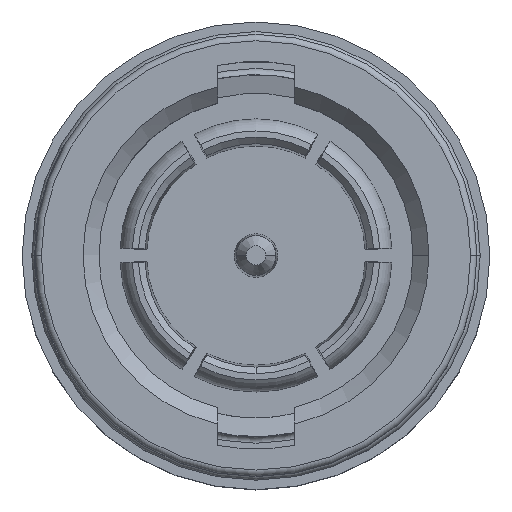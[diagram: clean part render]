
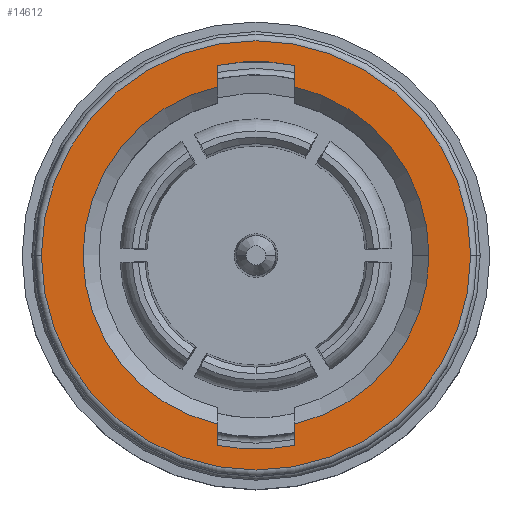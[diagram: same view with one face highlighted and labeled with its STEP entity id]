
A CAD part, top view. The second image highlights one B-rep face of the part: STEP entity #14612.
In plain terms, the highlighted planar face has unit normal (0, 0, 1).
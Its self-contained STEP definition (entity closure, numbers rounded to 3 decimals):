
#121 = DIRECTION ( 'NONE',  ( 0., -1., 0. ) ) ;
#559 = CARTESIAN_POINT ( 'NONE',  ( 0., 0., 0.73 ) ) ;
#580 = LINE ( 'NONE', #7880, #2123 ) ;
#767 = DIRECTION ( 'NONE',  ( 0., 1., 0. ) ) ;
#835 = EDGE_CURVE ( 'NONE', #1493, #8058, #4547, .T. ) ;
#928 = CARTESIAN_POINT ( 'NONE',  ( 0., 0., 0.73 ) ) ;
#1069 = FACE_OUTER_BOUND ( 'NONE', #8107, .T. ) ;
#1211 = ORIENTED_EDGE ( 'NONE', *, *, #13053, .F. ) ;
#1215 = CARTESIAN_POINT ( 'NONE',  ( 0., 0., 0.73 ) ) ;
#1446 = EDGE_CURVE ( 'NONE', #8058, #1493, #12105, .T. ) ;
#1493 = VERTEX_POINT ( 'NONE', #2949 ) ;
#1634 = DIRECTION ( 'NONE',  ( 0., 0., 1. ) ) ;
#1642 = EDGE_CURVE ( 'NONE', #7415, #10704, #13265, .T. ) ;
#1718 = VECTOR ( 'NONE', #767, 1000. ) ;
#1774 = CIRCLE ( 'NONE', #4450, 5.4 ) ;
#1850 = EDGE_CURVE ( 'NONE', #6811, #7415, #1774, .T. ) ;
#1852 = CARTESIAN_POINT ( 'NONE',  ( 0., 0., 0.73 ) ) ;
#1878 = CARTESIAN_POINT ( 'NONE',  ( 1.2, -5.93, 0.73 ) ) ;
#1930 = DIRECTION ( 'NONE',  ( 0., 0., 1. ) ) ;
#2024 = CARTESIAN_POINT ( 'NONE',  ( -1.2, -5.93, 0.73 ) ) ;
#2074 = CARTESIAN_POINT ( 'NONE',  ( 0., 0., 0.73 ) ) ;
#2123 = VECTOR ( 'NONE', #4353, 1000. ) ;
#2191 = AXIS2_PLACEMENT_3D ( 'NONE', #559, #11653, #7938 ) ;
#2429 = CARTESIAN_POINT ( 'NONE',  ( 0., 0., 0.73 ) ) ;
#2814 = DIRECTION ( 'NONE',  ( -1., 0., 0. ) ) ;
#2864 = LINE ( 'NONE', #12183, #7673 ) ;
#2949 = CARTESIAN_POINT ( 'NONE',  ( -6.7, 0., 0.73 ) ) ;
#3027 = VERTEX_POINT ( 'NONE', #15813 ) ;
#3131 = EDGE_CURVE ( 'NONE', #8016, #15907, #2864, .T. ) ;
#3296 = LINE ( 'NONE', #8134, #1718 ) ;
#3496 = EDGE_LOOP ( 'NONE', ( #15427, #1211, #5022, #14751, #7931, #10711, #12770, #13719, #7758 ) ) ;
#3690 = CIRCLE ( 'NONE', #2191, 6.05 ) ;
#3802 = DIRECTION ( 'NONE',  ( 1., 0., 0. ) ) ;
#4148 = DIRECTION ( 'NONE',  ( -1., 0., 0. ) ) ;
#4274 = CARTESIAN_POINT ( 'NONE',  ( 1.2, -4.751, 0.73 ) ) ;
#4353 = DIRECTION ( 'NONE',  ( 0., -1., 0. ) ) ;
#4450 = AXIS2_PLACEMENT_3D ( 'NONE', #2429, #7329, #3802 ) ;
#4547 = CIRCLE ( 'NONE', #7836, 6.7 ) ;
#4794 = EDGE_CURVE ( 'NONE', #3027, #8016, #5474, .T. ) ;
#5022 = ORIENTED_EDGE ( 'NONE', *, *, #1642, .F. ) ;
#5474 = CIRCLE ( 'NONE', #15846, 6.05 ) ;
#5562 = AXIS2_PLACEMENT_3D ( 'NONE', #928, #12053, #8343 ) ;
#5735 = DIRECTION ( 'NONE',  ( 0., 0., 1. ) ) ;
#6056 = FACE_BOUND ( 'NONE', #3496, .T. ) ;
#6154 = PLANE ( 'NONE',  #9320 ) ;
#6203 = CARTESIAN_POINT ( 'NONE',  ( 6.7, 0., 0.73 ) ) ;
#6587 = DIRECTION ( 'NONE',  ( 0., 0., 1. ) ) ;
#6811 = VERTEX_POINT ( 'NONE', #13309 ) ;
#6836 = CARTESIAN_POINT ( 'NONE',  ( 0., 0., 0.73 ) ) ;
#7140 = DIRECTION ( 'NONE',  ( 1., 0., 0. ) ) ;
#7204 = CARTESIAN_POINT ( 'NONE',  ( 1.2, 5.265, 0.73 ) ) ;
#7329 = DIRECTION ( 'NONE',  ( 0., 0., 1. ) ) ;
#7415 = VERTEX_POINT ( 'NONE', #13710 ) ;
#7673 = VECTOR ( 'NONE', #121, 1000. ) ;
#7758 = ORIENTED_EDGE ( 'NONE', *, *, #3131, .F. ) ;
#7836 = AXIS2_PLACEMENT_3D ( 'NONE', #7867, #6587, #2814 ) ;
#7843 = ORIENTED_EDGE ( 'NONE', *, *, #1446, .T. ) ;
#7867 = CARTESIAN_POINT ( 'NONE',  ( 0., 0., 0.73 ) ) ;
#7880 = CARTESIAN_POINT ( 'NONE',  ( -1.2, -4.751, 0.73 ) ) ;
#7931 = ORIENTED_EDGE ( 'NONE', *, *, #9469, .F. ) ;
#7938 = DIRECTION ( 'NONE',  ( 1., 0., 0. ) ) ;
#8016 = VERTEX_POINT ( 'NONE', #10720 ) ;
#8058 = VERTEX_POINT ( 'NONE', #6203 ) ;
#8107 = EDGE_LOOP ( 'NONE', ( #8629, #7843 ) ) ;
#8134 = CARTESIAN_POINT ( 'NONE',  ( 1.2, 4.751, 0.73 ) ) ;
#8343 = DIRECTION ( 'NONE',  ( 1., 0., 0. ) ) ;
#8616 = LINE ( 'NONE', #4274, #9008 ) ;
#8629 = ORIENTED_EDGE ( 'NONE', *, *, #835, .T. ) ;
#9008 = VECTOR ( 'NONE', #12799, 1000. ) ;
#9320 = AXIS2_PLACEMENT_3D ( 'NONE', #1215, #9799, #14754 ) ;
#9469 = EDGE_CURVE ( 'NONE', #10577, #6811, #8616, .T. ) ;
#9480 = CIRCLE ( 'NONE', #11869, 5.4 ) ;
#9799 = DIRECTION ( 'NONE',  ( 0., 0., -1. ) ) ;
#10517 = DIRECTION ( 'NONE',  ( -1., 0., 0. ) ) ;
#10577 = VERTEX_POINT ( 'NONE', #1878 ) ;
#10704 = VERTEX_POINT ( 'NONE', #7204 ) ;
#10711 = ORIENTED_EDGE ( 'NONE', *, *, #12861, .F. ) ;
#10720 = CARTESIAN_POINT ( 'NONE',  ( -1.2, 5.93, 0.73 ) ) ;
#11653 = DIRECTION ( 'NONE',  ( 0., 0., 1. ) ) ;
#11869 = AXIS2_PLACEMENT_3D ( 'NONE', #2074, #5735, #7140 ) ;
#12053 = DIRECTION ( 'NONE',  ( 0., 0., 1. ) ) ;
#12105 = CIRCLE ( 'NONE', #14366, 6.7 ) ;
#12183 = CARTESIAN_POINT ( 'NONE',  ( -1.2, 4.751, 0.73 ) ) ;
#12448 = CARTESIAN_POINT ( 'NONE',  ( -1.2, -5.265, 0.73 ) ) ;
#12770 = ORIENTED_EDGE ( 'NONE', *, *, #12974, .F. ) ;
#12799 = DIRECTION ( 'NONE',  ( 0., 1., 0. ) ) ;
#12861 = EDGE_CURVE ( 'NONE', #14044, #10577, #3690, .T. ) ;
#12974 = EDGE_CURVE ( 'NONE', #14337, #14044, #580, .T. ) ;
#13053 = EDGE_CURVE ( 'NONE', #10704, #3027, #3296, .T. ) ;
#13265 = CIRCLE ( 'NONE', #5562, 5.4 ) ;
#13309 = CARTESIAN_POINT ( 'NONE',  ( 1.2, -5.265, 0.73 ) ) ;
#13710 = CARTESIAN_POINT ( 'NONE',  ( 5.4, 0., 0.73 ) ) ;
#13719 = ORIENTED_EDGE ( 'NONE', *, *, #15158, .F. ) ;
#14000 = CARTESIAN_POINT ( 'NONE',  ( -1.2, 5.265, 0.73 ) ) ;
#14044 = VERTEX_POINT ( 'NONE', #2024 ) ;
#14337 = VERTEX_POINT ( 'NONE', #12448 ) ;
#14366 = AXIS2_PLACEMENT_3D ( 'NONE', #1852, #1634, #4148 ) ;
#14612 = ADVANCED_FACE ( 'NONE', ( #1069, #6056 ), #6154, .F. ) ;
#14751 = ORIENTED_EDGE ( 'NONE', *, *, #1850, .F. ) ;
#14754 = DIRECTION ( 'NONE',  ( -1., 0., 0. ) ) ;
#15158 = EDGE_CURVE ( 'NONE', #15907, #14337, #9480, .T. ) ;
#15427 = ORIENTED_EDGE ( 'NONE', *, *, #4794, .F. ) ;
#15813 = CARTESIAN_POINT ( 'NONE',  ( 1.2, 5.93, 0.73 ) ) ;
#15846 = AXIS2_PLACEMENT_3D ( 'NONE', #6836, #1930, #10517 ) ;
#15907 = VERTEX_POINT ( 'NONE', #14000 ) ;
